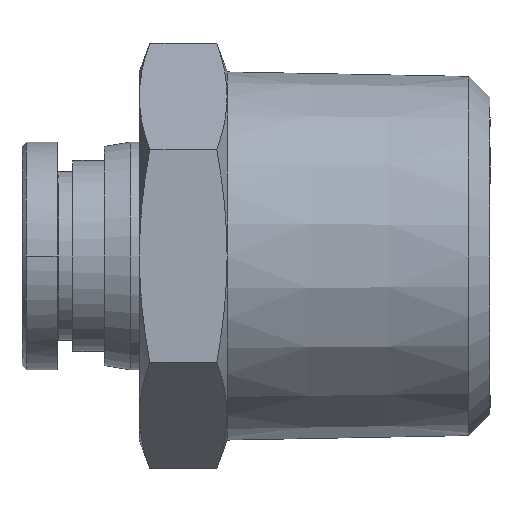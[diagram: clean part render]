
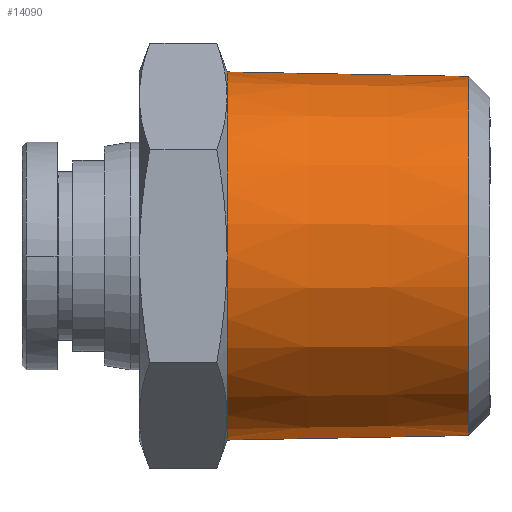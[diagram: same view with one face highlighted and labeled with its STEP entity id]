
A CAD part, left-side view. The second image highlights one B-rep face of the part: STEP entity #14090.
In plain terms, the highlighted conical face has half-angle 1.06 degrees and reference radius 10.361 mm.
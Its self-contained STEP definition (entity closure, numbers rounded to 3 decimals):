
#301=CARTESIAN_POINT('',(10.5,-4.5,0.));
#302=VERTEX_POINT('',#301);
#311=CARTESIAN_POINT('',(9.093,-4.5,-5.25));
#312=VERTEX_POINT('',#311);
#313=CARTESIAN_POINT('',(0.0,-4.5,0.));
#314=DIRECTION('',(0.0,1.0,0.0));
#315=DIRECTION('',(-1.0,0.0,0.0));
#316=AXIS2_PLACEMENT_3D('',#313,#314,#315);
#317=CIRCLE('',#316,10.5);
#318=EDGE_CURVE('',#302,#312,#317,.T.);
#343=CARTESIAN_POINT('',(-10.5,-4.5,0.));
#344=VERTEX_POINT('',#343);
#351=CARTESIAN_POINT('',(-9.093,-4.5,-5.25));
#352=VERTEX_POINT('',#351);
#366=CARTESIAN_POINT('',(0.0,-4.5,0.));
#367=DIRECTION('',(0.0,1.0,0.0));
#368=DIRECTION('',(-1.0,0.0,0.0));
#369=AXIS2_PLACEMENT_3D('',#366,#367,#368);
#370=CIRCLE('',#369,10.5);
#371=EDGE_CURVE('',#352,#344,#370,.T.);
#432=CARTESIAN_POINT('',(-10.245,-18.3,0.));
#433=VERTEX_POINT('',#432);
#434=CARTESIAN_POINT('',(-10.245,-18.3,0.));
#435=DIRECTION('',(-0.018,1.,0.));
#436=VECTOR('',#435,13.803);
#437=LINE('',#434,#436);
#438=EDGE_CURVE('',#433,#344,#437,.T.);
#440=CARTESIAN_POINT('',(10.245,-18.3,0.));
#441=VERTEX_POINT('',#440);
#449=CARTESIAN_POINT('',(10.5,-4.5,0.));
#450=DIRECTION('',(-0.018,-1.,0.));
#451=VECTOR('',#450,13.803);
#452=LINE('',#449,#451);
#453=EDGE_CURVE('',#302,#441,#452,.T.);
#520=CARTESIAN_POINT('',(0.0,-18.3,0.));
#521=DIRECTION('',(0.0,-1.0,0.0));
#522=DIRECTION('',(1.0,0.0,0.0));
#523=AXIS2_PLACEMENT_3D('',#520,#521,#522);
#524=CIRCLE('',#523,10.245);
#525=EDGE_CURVE('',#433,#441,#524,.T.);
#14062=CARTESIAN_POINT('',(0.0,-12.0,0.));
#14063=DIRECTION('',(0.0,1.0,0.0));
#14064=DIRECTION('',(-1.0,0.0,0.0));
#14065=AXIS2_PLACEMENT_3D('',#14062,#14063,#14064);
#14066=CONICAL_SURFACE('',#14065,10.361,1.06);
#14067=ORIENTED_EDGE('',*,*,#438,.T.);
#14068=ORIENTED_EDGE('',*,*,#371,.F.);
#14069=CARTESIAN_POINT('',(0.0,-4.5,-10.5));
#14070=VERTEX_POINT('',#14069);
#14071=CARTESIAN_POINT('',(0.0,-4.5,0.));
#14072=DIRECTION('',(0.0,1.0,0.0));
#14073=DIRECTION('',(-1.0,0.0,0.0));
#14074=AXIS2_PLACEMENT_3D('',#14071,#14072,#14073);
#14075=CIRCLE('',#14074,10.5);
#14076=EDGE_CURVE('',#14070,#352,#14075,.T.);
#14077=ORIENTED_EDGE('',*,*,#14076,.F.);
#14078=CARTESIAN_POINT('',(0.0,-4.5,0.));
#14079=DIRECTION('',(0.0,1.0,0.0));
#14080=DIRECTION('',(-1.0,0.0,0.0));
#14081=AXIS2_PLACEMENT_3D('',#14078,#14079,#14080);
#14082=CIRCLE('',#14081,10.5);
#14083=EDGE_CURVE('',#312,#14070,#14082,.T.);
#14084=ORIENTED_EDGE('',*,*,#14083,.F.);
#14085=ORIENTED_EDGE('',*,*,#318,.F.);
#14086=ORIENTED_EDGE('',*,*,#453,.T.);
#14087=ORIENTED_EDGE('',*,*,#525,.F.);
#14088=EDGE_LOOP('',(#14067,#14068,#14077,#14084,#14085,#14086,#14087));
#14089=FACE_OUTER_BOUND('',#14088,.T.);
#14090=ADVANCED_FACE('',(#14089),#14066,.T.);
